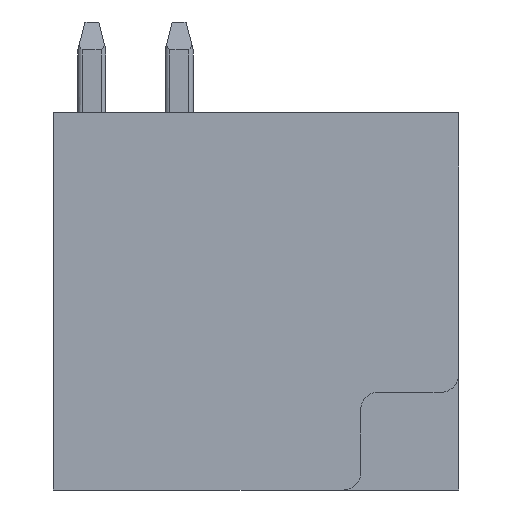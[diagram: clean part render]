
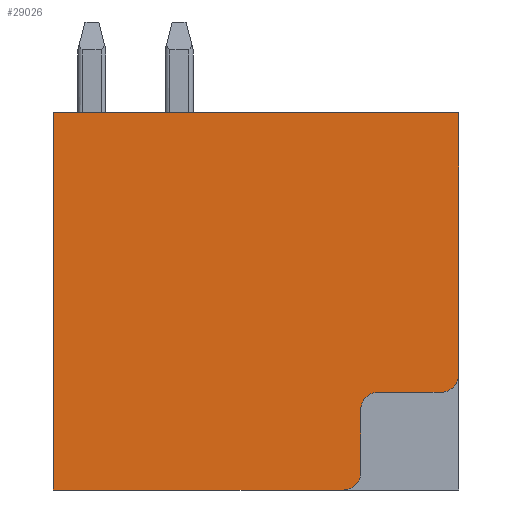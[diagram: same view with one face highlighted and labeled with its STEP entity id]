
A CAD part, front view. The second image highlights one B-rep face of the part: STEP entity #29026.
In plain terms, the highlighted planar face has unit normal (0, -1, 0).
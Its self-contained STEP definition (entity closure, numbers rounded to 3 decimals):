
#3141=CARTESIAN_POINT('',(2.806,-73.5,-6.124));
#3142=DIRECTION('',(0.,-1.,0.));
#3143=DIRECTION('',(0.,0.,-1.));
#3144=AXIS2_PLACEMENT_3D('',#3141,#3142,#3143);
#3146=DIRECTION('',(-1.,0.,0.));
#3147=VECTOR('',#3146,8.3);
#3148=CARTESIAN_POINT('',(2.806,-73.5,-6.624));
#3149=LINE('',#3148,#3147);
#3150=DIRECTION('',(0.,0.,1.));
#3151=VECTOR('',#3150,10.8);
#3152=CARTESIAN_POINT('',(-5.494,-73.5,-6.624));
#3153=LINE('',#3152,#3151);
#3154=DIRECTION('',(1.,0.,0.));
#3155=VECTOR('',#3154,11.6);
#3156=CARTESIAN_POINT('',(-5.494,-73.5,4.176));
#3157=LINE('',#3156,#3155);
#3158=DIRECTION('',(0.,0.,-1.));
#3159=VECTOR('',#3158,7.5);
#3160=CARTESIAN_POINT('',(6.106,-73.5,4.176));
#3161=LINE('',#3160,#3159);
#3162=CARTESIAN_POINT('',(5.606,-73.5,-3.324));
#3163=DIRECTION('',(0.,-1.,0.));
#3164=DIRECTION('',(0.,0.,-1.));
#3165=AXIS2_PLACEMENT_3D('',#3162,#3163,#3164);
#3167=DIRECTION('',(-1.,0.,0.));
#3168=VECTOR('',#3167,1.8);
#3169=CARTESIAN_POINT('',(5.606,-73.5,-3.824));
#3170=LINE('',#3169,#3168);
#3171=DIRECTION('',(0.,0.,1.));
#3172=VECTOR('',#3171,1.8);
#3173=CARTESIAN_POINT('',(3.306,-73.5,-6.124));
#3174=LINE('',#3173,#3172);
#3192=CARTESIAN_POINT('',(3.806,-73.5,-4.324));
#3193=DIRECTION('',(0.,1.,0.));
#3194=DIRECTION('',(-1.,0.,0.));
#3195=AXIS2_PLACEMENT_3D('',#3192,#3193,#3194);
#21587=CARTESIAN_POINT('',(-5.494,-73.5,-6.624));
#21588=CARTESIAN_POINT('',(-5.494,-73.5,4.176));
#21589=VERTEX_POINT('',#21587);
#21590=VERTEX_POINT('',#21588);
#21591=CARTESIAN_POINT('',(6.106,-73.5,4.176));
#21592=VERTEX_POINT('',#21591);
#21625=CARTESIAN_POINT('',(3.306,-73.5,-4.324));
#21626=VERTEX_POINT('',#21625);
#21627=CARTESIAN_POINT('',(3.806,-73.5,-3.824));
#21628=VERTEX_POINT('',#21627);
#21629=CARTESIAN_POINT('',(2.806,-73.5,-6.624));
#21630=CARTESIAN_POINT('',(3.306,-73.5,-6.124));
#21631=VERTEX_POINT('',#21629);
#21632=VERTEX_POINT('',#21630);
#21637=CARTESIAN_POINT('',(5.606,-73.5,-3.824));
#21639=VERTEX_POINT('',#21637);
#21641=CARTESIAN_POINT('',(6.106,-73.5,-3.324));
#21642=VERTEX_POINT('',#21641);
#29005=CARTESIAN_POINT('',(0.,-73.5,0.));
#29006=DIRECTION('',(0.,1.,0.));
#29007=DIRECTION('',(1.,0.,0.));
#29008=AXIS2_PLACEMENT_3D('',#29005,#29006,#29007);
#29009=PLANE('',#29008);
#29011=ORIENTED_EDGE('',*,*,#29010,.F.);
#29012=ORIENTED_EDGE('',*,*,#28283,.T.);
#29013=ORIENTED_EDGE('',*,*,#28302,.T.);
#29014=ORIENTED_EDGE('',*,*,#28315,.T.);
#29015=ORIENTED_EDGE('',*,*,#27040,.T.);
#29017=ORIENTED_EDGE('',*,*,#29016,.F.);
#29019=ORIENTED_EDGE('',*,*,#29018,.T.);
#29021=ORIENTED_EDGE('',*,*,#29020,.F.);
#29023=ORIENTED_EDGE('',*,*,#29022,.F.);
#29024=EDGE_LOOP('',(#29011,#29012,#29013,#29014,#29015,#29017,#29019,#29021,
#29023));
#29025=FACE_OUTER_BOUND('',#29024,.F.);
#29026=ADVANCED_FACE('',(#29025),#29009,.F.);
#3145=CIRCLE('',#3144,0.5);
#3166=CIRCLE('',#3165,0.5);
#3196=CIRCLE('',#3195,0.5);
#27040=EDGE_CURVE('',#21592,#21642,#3161,.T.);
#28283=EDGE_CURVE('',#21631,#21589,#3149,.T.);
#28302=EDGE_CURVE('',#21589,#21590,#3153,.T.);
#28315=EDGE_CURVE('',#21590,#21592,#3157,.T.);
#29010=EDGE_CURVE('',#21631,#21632,#3145,.T.);
#29016=EDGE_CURVE('',#21639,#21642,#3166,.T.);
#29018=EDGE_CURVE('',#21639,#21628,#3170,.T.);
#29020=EDGE_CURVE('',#21626,#21628,#3196,.T.);
#29022=EDGE_CURVE('',#21632,#21626,#3174,.T.);
